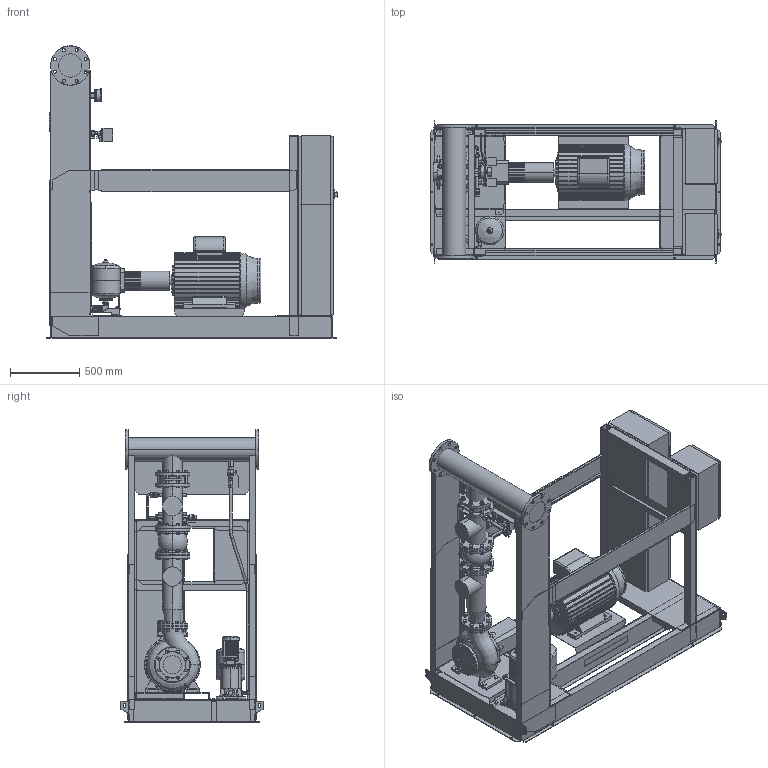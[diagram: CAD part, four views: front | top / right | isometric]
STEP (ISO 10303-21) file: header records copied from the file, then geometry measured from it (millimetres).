
FILE_DESCRIPTION((''),'2;1');
FILE_NAME('3d_Sifire-EN-100_200-183-30_0.55EJ-4183768.stp','2015-05-26T07:12:34',(''),(''),'Mechanical Desktop 2009','Mechanical Desktop 2009',', , ');
FILE_SCHEMA(('CONFIG_CONTROL_DESIGN'));
Length unit declared in the file: millimetre
Products named in the file (1): Product
Bounding box: 2105.5 x 1026 x 2112.5 mm (x, y, z)
Volume: 377774215.1 mm3; surface area: 27402971.8 mm2
Topology: 185 solids, 185 shells, 4332 faces, 10510 edges, 6636 vertices
Faces by surface type: plane 1603, bspline 1239, cylinder 896, cone 464, torus 102, sphere 28
Entity records: 139342 total; most frequent: CARTESIAN_POINT 43668, ORIENTED_EDGE 20972, DIRECTION 18304, EDGE_CURVE 10486, VERTEX_POINT 6635, AXIS2_PLACEMENT_3D 6410, VECTOR 5484, LINE 5484
